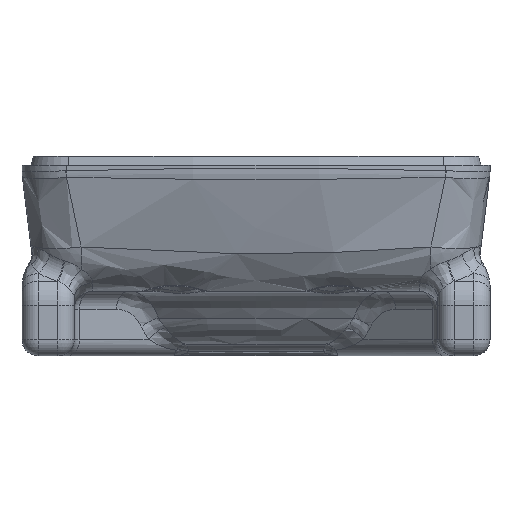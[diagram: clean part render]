
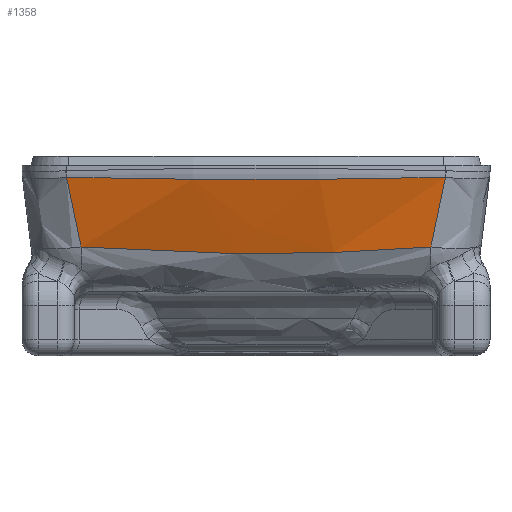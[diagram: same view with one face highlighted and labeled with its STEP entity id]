
A CAD part, left-side view. The second image highlights one B-rep face of the part: STEP entity #1358.
In plain terms, the highlighted free-form (B-spline) face has degree [3, 3] with [5, 4] control points.
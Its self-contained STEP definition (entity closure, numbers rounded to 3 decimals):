
#445=B_SPLINE_SURFACE_WITH_KNOTS('',3,3,((#14829,#14830,#14831,#14832),
(#14833,#14834,#14835,#14836),(#14837,#14838,#14839,#14840),(#14841,#14842,
#14843,#14844),(#14845,#14846,#14847,#14848)),.UNSPECIFIED.,.F.,.F.,.F.,
(4,1,4),(4,4),(0.,0.5,1.),(0.,1.),.UNSPECIFIED.);
#1358=ADVANCED_FACE('',(#2147),#445,.F.);
#2147=FACE_OUTER_BOUND('',#2707,.T.);
#2707=EDGE_LOOP('',(#4336,#4337,#4338,#4339,#4340,#4341));
#4336=ORIENTED_EDGE('',*,*,#7846,.T.);
#4337=ORIENTED_EDGE('',*,*,#7847,.T.);
#4338=ORIENTED_EDGE('',*,*,#7848,.T.);
#4339=ORIENTED_EDGE('',*,*,#7849,.T.);
#4340=ORIENTED_EDGE('',*,*,#7850,.T.);
#4341=ORIENTED_EDGE('',*,*,#7851,.T.);
#6841=VERTEX_POINT('',#14184);
#6858=VERTEX_POINT('',#14299);
#6966=VERTEX_POINT('',#14800);
#6967=VERTEX_POINT('',#14814);
#6968=VERTEX_POINT('',#14819);
#6969=VERTEX_POINT('',#14824);
#7846=EDGE_CURVE('',#6966,#6858,#8948,.T.);
#7847=EDGE_CURVE('',#6858,#6841,#8949,.T.);
#7848=EDGE_CURVE('',#6841,#6967,#8950,.T.);
#7849=EDGE_CURVE('',#6967,#6968,#8951,.T.);
#7850=EDGE_CURVE('',#6968,#6969,#8952,.T.);
#7851=EDGE_CURVE('',#6969,#6966,#8953,.T.);
#8948=B_SPLINE_CURVE_WITH_KNOTS('',3,(#14790,#14791,#14792,#14793,#14794,
#14795,#14796,#14797,#14798,#14799),.UNSPECIFIED.,.F.,.F.,(4,3,3,4),(0.,
0.251,0.71,1.),.UNSPECIFIED.);
#8949=B_SPLINE_CURVE_WITH_KNOTS('',3,(#14801,#14802,#14803,#14804,#14805,
#14806),.UNSPECIFIED.,.F.,.F.,(4,2,4),(0.,0.5,1.),.UNSPECIFIED.);
#8950=B_SPLINE_CURVE_WITH_KNOTS('',3,(#14807,#14808,#14809,#14810,#14811,
#14812,#14813),.UNSPECIFIED.,.F.,.F.,(4,3,4),(0.,0.29,1.),
 .UNSPECIFIED.);
#8951=B_SPLINE_CURVE_WITH_KNOTS('',3,(#14815,#14816,#14817,#14818),
 .UNSPECIFIED.,.F.,.F.,(4,4),(0.,1.),.UNSPECIFIED.);
#8952=B_SPLINE_CURVE_WITH_KNOTS('',3,(#14820,#14821,#14822,#14823),
 .UNSPECIFIED.,.F.,.F.,(4,4),(0.,1.),.UNSPECIFIED.);
#8953=B_SPLINE_CURVE_WITH_KNOTS('',3,(#14825,#14826,#14827,#14828),
 .UNSPECIFIED.,.F.,.F.,(4,4),(0.,1.),.UNSPECIFIED.);
#14184=CARTESIAN_POINT('',(-21.328,-9.717,-4.551));
#14299=CARTESIAN_POINT('',(-21.328,9.717,-4.551));
#14790=CARTESIAN_POINT('',(-21.961,10.526,-0.678));
#14791=CARTESIAN_POINT('',(-21.911,10.458,-1.004));
#14792=CARTESIAN_POINT('',(-21.861,10.391,-1.329));
#14793=CARTESIAN_POINT('',(-21.81,10.323,-1.653));
#14794=CARTESIAN_POINT('',(-21.717,10.2,-2.246));
#14795=CARTESIAN_POINT('',(-21.62,10.076,-2.838));
#14796=CARTESIAN_POINT('',(-21.521,9.952,-3.43));
#14797=CARTESIAN_POINT('',(-21.458,9.873,-3.804));
#14798=CARTESIAN_POINT('',(-21.394,9.795,-4.178));
#14799=CARTESIAN_POINT('',(-21.328,9.717,-4.551));
#14800=CARTESIAN_POINT('',(-21.961,10.526,-0.678));
#14801=CARTESIAN_POINT('',(-21.328,9.717,-4.551));
#14802=CARTESIAN_POINT('',(-21.466,6.486,-4.808));
#14803=CARTESIAN_POINT('',(-21.486,3.243,-4.927));
#14804=CARTESIAN_POINT('',(-21.486,-3.242,-4.927));
#14805=CARTESIAN_POINT('',(-21.466,-6.486,-4.808));
#14806=CARTESIAN_POINT('',(-21.328,-9.717,-4.551));
#14807=CARTESIAN_POINT('',(-21.328,-9.717,-4.551));
#14808=CARTESIAN_POINT('',(-21.394,-9.795,-4.178));
#14809=CARTESIAN_POINT('',(-21.458,-9.873,-3.804));
#14810=CARTESIAN_POINT('',(-21.521,-9.952,-3.43));
#14811=CARTESIAN_POINT('',(-21.675,-10.144,-2.514));
#14812=CARTESIAN_POINT('',(-21.821,-10.335,-1.597));
#14813=CARTESIAN_POINT('',(-21.961,-10.526,-0.678));
#14814=CARTESIAN_POINT('',(-21.961,-10.526,-0.678));
#14815=CARTESIAN_POINT('',(-21.961,-10.526,-0.678));
#14816=CARTESIAN_POINT('',(-21.962,-10.521,-0.678));
#14817=CARTESIAN_POINT('',(-21.963,-10.516,-0.678));
#14818=CARTESIAN_POINT('',(-21.963,-10.511,-0.678));
#14819=CARTESIAN_POINT('',(-21.963,-10.511,-0.678));
#14820=CARTESIAN_POINT('',(-21.963,-10.511,-0.678));
#14821=CARTESIAN_POINT('',(-23.134,-3.563,-0.842));
#14822=CARTESIAN_POINT('',(-23.134,3.563,-0.842));
#14823=CARTESIAN_POINT('',(-21.963,10.511,-0.678));
#14824=CARTESIAN_POINT('',(-21.963,10.511,-0.678));
#14825=CARTESIAN_POINT('',(-21.963,10.511,-0.678));
#14826=CARTESIAN_POINT('',(-21.963,10.516,-0.678));
#14827=CARTESIAN_POINT('',(-21.962,10.521,-0.678));
#14828=CARTESIAN_POINT('',(-21.961,10.526,-0.678));
#14829=CARTESIAN_POINT('',(-21.5,13.,-0.5));
#14830=CARTESIAN_POINT('',(-21.325,12.754,-2.5));
#14831=CARTESIAN_POINT('',(-21.15,12.509,-4.5));
#14832=CARTESIAN_POINT('',(-20.975,12.263,-6.5));
#14833=CARTESIAN_POINT('',(-22.439,8.77,-0.5));
#14834=CARTESIAN_POINT('',(-21.951,8.572,-2.5));
#14835=CARTESIAN_POINT('',(-21.463,8.374,-4.5));
#14836=CARTESIAN_POINT('',(-20.975,8.176,-6.5));
#14837=CARTESIAN_POINT('',(-23.412,0.,-0.5));
#14838=CARTESIAN_POINT('',(-22.599,0.,-2.5));
#14839=CARTESIAN_POINT('',(-21.787,0.,-4.5));
#14840=CARTESIAN_POINT('',(-20.975,0.,-6.5));
#14841=CARTESIAN_POINT('',(-22.439,-8.77,-0.5));
#14842=CARTESIAN_POINT('',(-21.951,-8.572,-2.5));
#14843=CARTESIAN_POINT('',(-21.463,-8.374,-4.5));
#14844=CARTESIAN_POINT('',(-20.975,-8.176,-6.5));
#14845=CARTESIAN_POINT('',(-21.5,-13.,-0.5));
#14846=CARTESIAN_POINT('',(-21.325,-12.754,-2.5));
#14847=CARTESIAN_POINT('',(-21.15,-12.509,-4.5));
#14848=CARTESIAN_POINT('',(-20.975,-12.263,-6.5));
